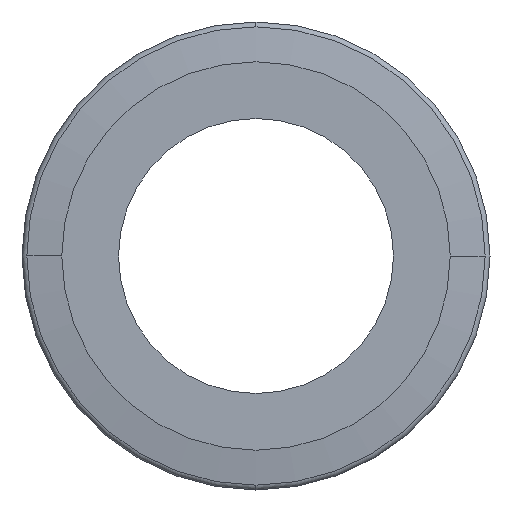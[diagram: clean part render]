
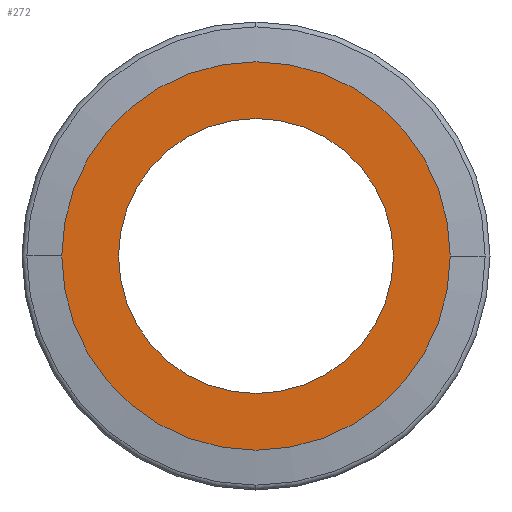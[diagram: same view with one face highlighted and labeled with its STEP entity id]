
A CAD part, left-side view. The second image highlights one B-rep face of the part: STEP entity #272.
In plain terms, the highlighted planar face has unit normal (-1, 0, 0).
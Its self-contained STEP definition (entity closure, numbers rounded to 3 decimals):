
#272=ADVANCED_FACE('',(#550,#551),#552,.T.);
#550=FACE_OUTER_BOUND('',#832,.T.);
#551=FACE_BOUND('',#833,.T.);
#552=PLANE('',#834);
#832=EDGE_LOOP('',(#1560,#1561));
#833=EDGE_LOOP('',(#1562,#1563));
#834=AXIS2_PLACEMENT_3D('',#1564,#1565,#1566);
#1560=ORIENTED_EDGE('',*,*,#1925,.F.);
#1561=ORIENTED_EDGE('',*,*,#1733,.F.);
#1562=ORIENTED_EDGE('',*,*,#1927,.T.);
#1563=ORIENTED_EDGE('',*,*,#1730,.T.);
#1564=CARTESIAN_POINT('',(-11.421,23.032,0.0));
#1565=DIRECTION('',(-1.0,0.0,0.0));
#1566=DIRECTION('',(0.0,0.0,1.0));
#1730=EDGE_CURVE('',#2070,#2074,#2076,.T.);
#1733=EDGE_CURVE('',#2078,#2081,#2082,.T.);
#1925=EDGE_CURVE('',#2081,#2078,#2349,.T.);
#1927=EDGE_CURVE('',#2074,#2070,#2351,.T.);
#2070=VERTEX_POINT('',#2500);
#2074=VERTEX_POINT('',#2505);
#2076=CIRCLE('',#2508,11.75);
#2078=VERTEX_POINT('',#2510);
#2081=VERTEX_POINT('',#2514);
#2082=CIRCLE('',#2515,16.6);
#2349=CIRCLE('',#2823,16.6);
#2351=CIRCLE('',#2825,11.75);
#2500=CARTESIAN_POINT('',(-11.421,20.732,0.));
#2505=CARTESIAN_POINT('',(-11.421,-2.768,0.));
#2508=AXIS2_PLACEMENT_3D('',#3049,#3050,#3051);
#2510=CARTESIAN_POINT('',(-11.421,25.582,0.));
#2514=CARTESIAN_POINT('',(-11.421,-7.618,0.));
#2515=AXIS2_PLACEMENT_3D('',#3053,#3054,#3055);
#2823=AXIS2_PLACEMENT_3D('',#3376,#3377,#3378);
#2825=AXIS2_PLACEMENT_3D('',#3379,#3380,#3381);
#3049=CARTESIAN_POINT('',(-11.421,8.982,0.0));
#3050=DIRECTION('',(1.0,0.0,0.0));
#3051=DIRECTION('',(0.0,1.0,0.0));
#3053=CARTESIAN_POINT('',(-11.421,8.982,0.0));
#3054=DIRECTION('',(1.0,0.0,0.0));
#3055=DIRECTION('',(0.0,1.0,0.0));
#3376=CARTESIAN_POINT('',(-11.421,8.982,0.0));
#3377=DIRECTION('',(1.0,0.0,0.0));
#3378=DIRECTION('',(0.0,1.0,0.0));
#3379=CARTESIAN_POINT('',(-11.421,8.982,0.0));
#3380=DIRECTION('',(1.0,0.0,0.0));
#3381=DIRECTION('',(0.0,1.0,0.0));
